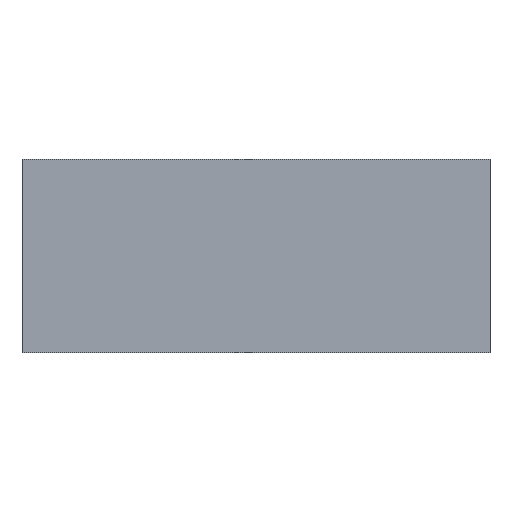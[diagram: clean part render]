
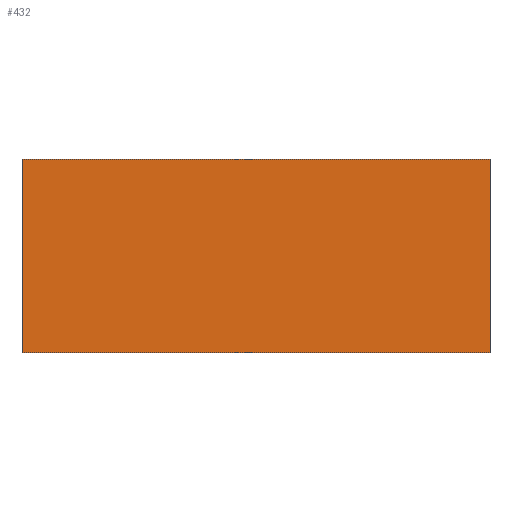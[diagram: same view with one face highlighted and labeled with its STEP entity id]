
A CAD part, top view. The second image highlights one B-rep face of the part: STEP entity #432.
In plain terms, the highlighted planar face has unit normal (0, 0, 1).
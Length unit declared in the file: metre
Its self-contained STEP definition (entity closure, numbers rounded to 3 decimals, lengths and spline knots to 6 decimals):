
#88=ORIENTED_EDGE('',*,*,#175,.T.);
#89=ORIENTED_EDGE('',*,*,#150,.T.);
#90=ORIENTED_EDGE('',*,*,#148,.T.);
#91=ORIENTED_EDGE('',*,*,#177,.T.);
#148=EDGE_CURVE('',#198,#206,#248,.T.);
#150=EDGE_CURVE('',#208,#198,#250,.T.);
#175=EDGE_CURVE('',#222,#208,#275,.T.);
#177=EDGE_CURVE('',#206,#222,#277,.T.);
#198=VERTEX_POINT('',#599);
#206=VERTEX_POINT('',#615);
#208=VERTEX_POINT('',#621);
#222=VERTEX_POINT('',#664);
#248=LINE('',#616,#308);
#250=LINE('',#620,#310);
#275=LINE('',#670,#335);
#277=LINE('',#674,#337);
#308=VECTOR('',#499,1.);
#310=VECTOR('',#503,1.);
#335=VECTOR('',#544,1.);
#337=VECTOR('',#548,1.);
#366=EDGE_LOOP('',(#88,#89,#90,#91));
#388=FACE_BOUND('',#366,.T.);
#410=PLANE('',#467);
#432=ADVANCED_FACE('',(#388),#410,.T.);
#467=AXIS2_PLACEMENT_3D('',#682,#555,#556);
#499=DIRECTION('',(0.,-1.,0.));
#503=DIRECTION('',(-1.,0.,0.));
#544=DIRECTION('',(0.,1.,0.));
#548=DIRECTION('',(1.,0.,0.));
#555=DIRECTION('',(0.,0.,1.));
#556=DIRECTION('',(1.,0.,0.));
#599=CARTESIAN_POINT('',(-0.0368,0.048,-0.0382));
#615=CARTESIAN_POINT('',(-0.0368,0.02225,-0.0382));
#616=CARTESIAN_POINT('',(-0.0368,0.046,-0.0382));
#620=CARTESIAN_POINT('',(-0.0368,0.048,-0.0382));
#621=CARTESIAN_POINT('',(0.02545,0.048,-0.0382));
#664=CARTESIAN_POINT('',(0.02545,0.02225,-0.0382));
#670=CARTESIAN_POINT('',(0.02545,0.048,-0.0382));
#674=CARTESIAN_POINT('',(0.02545,0.02225,-0.0382));
#682=CARTESIAN_POINT('',(-0.005675,0.035125,-0.0382));
